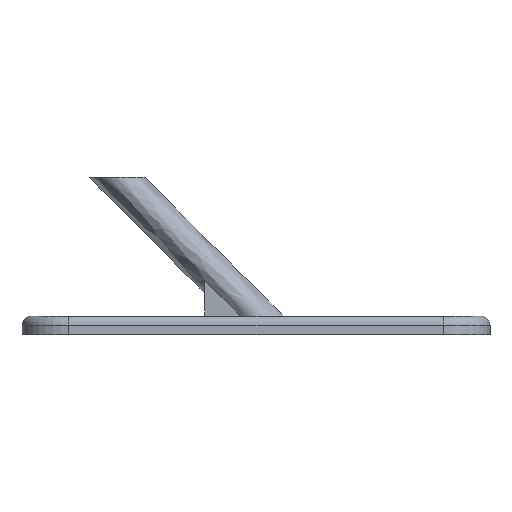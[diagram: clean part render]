
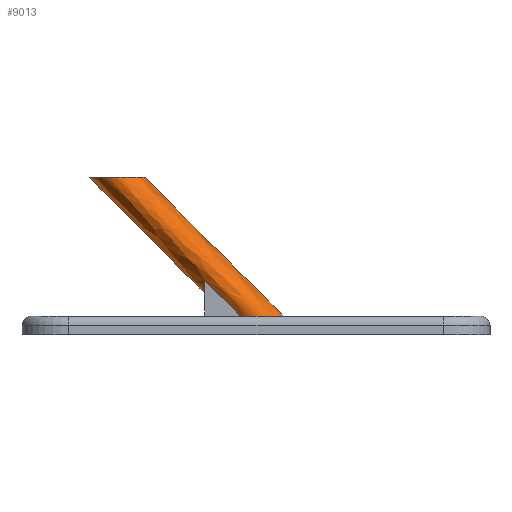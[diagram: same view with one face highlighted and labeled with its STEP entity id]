
A CAD part, left-side view. The second image highlights one B-rep face of the part: STEP entity #9013.
In plain terms, the highlighted free-form (B-spline) face has degree [3, 1] with [7, 2] control points.
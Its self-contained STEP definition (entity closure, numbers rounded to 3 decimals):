
#8408=CARTESIAN_POINT('',(12.91,-228.328,2.));
#8409=VERTEX_POINT('',#8408);
#8410=CARTESIAN_POINT('',(12.5,-225.942,2.));
#8411=VERTEX_POINT('',#8410);
#8412=CARTESIAN_POINT('',(10.,-227.6,2.));
#8413=DIRECTION('',(0.,0.,1.));
#8414=DIRECTION('',(0.97,-0.243,0.));
#8415=AXIS2_PLACEMENT_3D('',#8412,#8413,#8414);
#8416=CIRCLE('',#8415,3.);
#8417=EDGE_CURVE('',#8409,#8411,#8416,.T.);
#8419=CARTESIAN_POINT('',(7.5,-225.942,2.));
#8420=VERTEX_POINT('',#8419);
#8421=CARTESIAN_POINT('',(10.,-227.6,2.));
#8422=DIRECTION('',(0.,0.,1.));
#8423=DIRECTION('',(0.97,-0.243,0.));
#8424=AXIS2_PLACEMENT_3D('',#8421,#8422,#8423);
#8425=CIRCLE('',#8424,3.);
#8426=EDGE_CURVE('',#8420,#8409,#8425,.T.);
#8923=CARTESIAN_POINT('',(12.91,-228.328,2.));
#8924=CARTESIAN_POINT('',(12.91,-213.478,16.849));
#8925=CARTESIAN_POINT('',(14.366,-222.507,2.));
#8926=CARTESIAN_POINT('',(14.366,-207.658,16.849));
#8927=CARTESIAN_POINT('',(8.545,-221.052,2.));
#8928=CARTESIAN_POINT('',(8.545,-206.202,16.849));
#8929=CARTESIAN_POINT('',(7.09,-226.872,2.));
#8930=CARTESIAN_POINT('',(7.09,-212.023,16.849));
#8931=CARTESIAN_POINT('',(5.634,-232.693,2.));
#8932=CARTESIAN_POINT('',(5.634,-217.844,16.849));
#8933=CARTESIAN_POINT('',(11.455,-234.148,2.));
#8934=CARTESIAN_POINT('',(11.455,-219.299,16.849));
#8935=CARTESIAN_POINT('',(12.91,-228.328,2.));
#8936=CARTESIAN_POINT('',(12.91,-213.478,16.849));
#8937=(BOUNDED_SURFACE()
B_SPLINE_SURFACE(3,1,((#8923,#8924),(#8925,#8926),(#8927,#8928),(#8929,#8930),(#8931,#8932),(#8933,#8934),(#8935,#8936)),.UNSPECIFIED.,.T.,.F.,.U.)
B_SPLINE_SURFACE_WITH_KNOTS((4,3,4),(2,2),(0.,0.5,1.),(0.,1.),.UNSPECIFIED.)
GEOMETRIC_REPRESENTATION_ITEM()
RATIONAL_B_SPLINE_SURFACE(((1.,1.),(0.333,0.333),(0.333,0.333),(1.,1.),(0.333,0.333),(0.333,0.333),(1.,1.)))
REPRESENTATION_ITEM('')
SURFACE()
);
#8938=CARTESIAN_POINT('',(12.91,-213.478,16.849));
#8939=VERTEX_POINT('',#8938);
#8940=CARTESIAN_POINT('',(12.91,-213.478,16.849));
#8941=CARTESIAN_POINT('',(12.91,-228.328,2.));
#8942=B_SPLINE_CURVE_WITH_KNOTS('',1,(#8940,#8941),.UNSPECIFIED.,.F.,.F.,(2,2),(0.,1.),.UNSPECIFIED.);
#8943=EDGE_CURVE('',#8939,#8409,#8942,.T.);
#8944=ORIENTED_EDGE('',*,*,#8943,.T.);
#8945=ORIENTED_EDGE('',*,*,#8417,.T.);
#8946=CARTESIAN_POINT('',(12.5,-222.1,5.842));
#8947=VERTEX_POINT('',#8946);
#8948=CARTESIAN_POINT('',(12.5,-225.942,2.));
#8949=DIRECTION('',(0.,0.707,0.707));
#8950=VECTOR('',#8949,5.433);
#8951=LINE('',#8948,#8950);
#8952=EDGE_CURVE('',#8411,#8947,#8951,.T.);
#8953=ORIENTED_EDGE('',*,*,#8952,.T.);
#8954=CARTESIAN_POINT('',(7.5,-222.1,5.842));
#8955=VERTEX_POINT('',#8954);
#8956=CARTESIAN_POINT('',(12.5,-222.1,5.842));
#8957=CARTESIAN_POINT('',(12.363,-222.1,5.635));
#8958=CARTESIAN_POINT('',(12.203,-222.1,5.449));
#8959=CARTESIAN_POINT('',(12.021,-222.1,5.283));
#8960=CARTESIAN_POINT('',(11.93,-222.1,5.2));
#8961=CARTESIAN_POINT('',(11.833,-222.1,5.122));
#8962=CARTESIAN_POINT('',(11.732,-222.1,5.051));
#8963=CARTESIAN_POINT('',(11.631,-222.1,4.979));
#8964=CARTESIAN_POINT('',(11.527,-222.1,4.915));
#8965=CARTESIAN_POINT('',(11.419,-222.1,4.857));
#8966=CARTESIAN_POINT('',(11.311,-222.1,4.799));
#8967=CARTESIAN_POINT('',(11.2,-222.1,4.748));
#8968=CARTESIAN_POINT('',(11.085,-222.1,4.703));
#8969=CARTESIAN_POINT('',(10.97,-222.1,4.658));
#8970=CARTESIAN_POINT('',(10.851,-222.1,4.621));
#8971=CARTESIAN_POINT('',(10.731,-222.1,4.591));
#8972=CARTESIAN_POINT('',(10.492,-222.1,4.53));
#8973=CARTESIAN_POINT('',(10.249,-222.1,4.5));
#8974=CARTESIAN_POINT('',(10.002,-222.1,4.5));
#8975=CARTESIAN_POINT('',(9.878,-222.1,4.5));
#8976=CARTESIAN_POINT('',(9.754,-222.1,4.508));
#8977=CARTESIAN_POINT('',(9.632,-222.1,4.523));
#8978=CARTESIAN_POINT('',(9.51,-222.1,4.538));
#8979=CARTESIAN_POINT('',(9.39,-222.1,4.56));
#8980=CARTESIAN_POINT('',(9.271,-222.1,4.59));
#8981=CARTESIAN_POINT('',(9.033,-222.1,4.65));
#8982=CARTESIAN_POINT('',(8.799,-222.1,4.74));
#8983=CARTESIAN_POINT('',(8.582,-222.1,4.856));
#8984=CARTESIAN_POINT('',(8.474,-222.1,4.914));
#8985=CARTESIAN_POINT('',(8.37,-222.1,4.978));
#8986=CARTESIAN_POINT('',(8.27,-222.1,5.049));
#8987=CARTESIAN_POINT('',(8.169,-222.1,5.12));
#8988=CARTESIAN_POINT('',(8.072,-222.1,5.198));
#8989=CARTESIAN_POINT('',(7.981,-222.1,5.281));
#8990=CARTESIAN_POINT('',(7.798,-222.1,5.448));
#8991=CARTESIAN_POINT('',(7.637,-222.1,5.635));
#8992=CARTESIAN_POINT('',(7.5,-222.1,5.842));
#8993=B_SPLINE_CURVE_WITH_KNOTS('',3,(#8956,#8957,#8958,#8959,#8960,#8961,#8962,#8963,#8964,#8965,#8966,#8967,#8968,#8969,#8970,#8971,#8972,#8973,#8974,#8975,#8976,#8977,#8978,#8979,#8980,#8981,
#8982,#8983,#8984,#8985,#8986,#8987,#8988,#8989,#8990,#8991,#8992),.UNSPECIFIED.,.F.,.F.,(4,3,3,3,3,3,3,3,3,3,3,3,4),(0.,0.001,0.001,0.001,0.002,0.002,0.003,0.003,0.004,0.004,0.005,0.005,0.006),.UNSPECIFIED.);
#8994=EDGE_CURVE('',#8947,#8955,#8993,.T.);
#8995=ORIENTED_EDGE('',*,*,#8994,.T.);
#8996=CARTESIAN_POINT('',(7.5,-222.1,5.842));
#8997=DIRECTION('',(-0.,-0.707,-0.707));
#8998=VECTOR('',#8997,5.433);
#8999=LINE('',#8996,#8998);
#9000=EDGE_CURVE('',#8955,#8420,#8999,.T.);
#9001=ORIENTED_EDGE('',*,*,#9000,.T.);
#9002=ORIENTED_EDGE('',*,*,#8426,.T.);
#9003=ORIENTED_EDGE('',*,*,#8943,.F.);
#9004=CARTESIAN_POINT('',(10.,-212.751,16.849));
#9005=DIRECTION('',(0.,0.,1.));
#9006=DIRECTION('',(0.97,-0.243,0.));
#9007=AXIS2_PLACEMENT_3D('',#9004,#9005,#9006);
#9008=CIRCLE('',#9007,3.);
#9009=EDGE_CURVE('',#8939,#8939,#9008,.T.);
#9010=ORIENTED_EDGE('',*,*,#9009,.F.);
#9011=EDGE_LOOP('',(#8944,#8945,#8953,#8995,#9001,#9002,#9003,#9010));
#9012=FACE_BOUND('',#9011,.T.);
#9013=ADVANCED_FACE('',(#9012),#8937,.T.);
